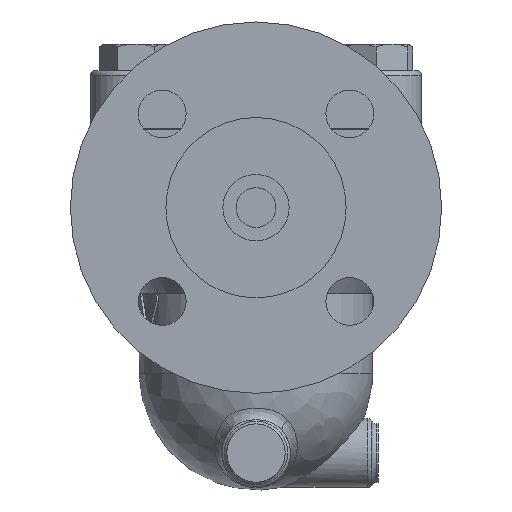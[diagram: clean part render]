
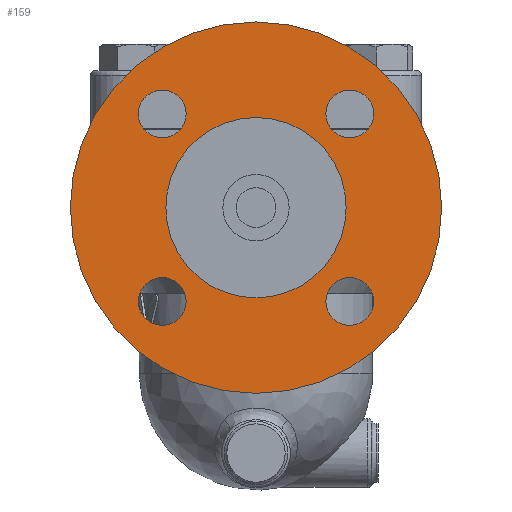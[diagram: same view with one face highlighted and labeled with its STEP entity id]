
A CAD part, left-side view. The second image highlights one B-rep face of the part: STEP entity #159.
In plain terms, the highlighted planar face has unit normal (-1, 0, 0).
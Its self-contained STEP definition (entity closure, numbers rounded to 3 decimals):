
#73=CARTESIAN_POINT('',(-142.5,0.,-63.5));
#74=VERTEX_POINT('',#73);
#75=CARTESIAN_POINT('',(-142.5,0.0,-29.5));
#76=DIRECTION('',(1.0,0.0,0.0));
#77=DIRECTION('',(0.0,0.0,1.0));
#78=AXIS2_PLACEMENT_3D('',#75,#76,#77);
#79=CIRCLE('',#78,34.0);
#80=EDGE_CURVE('',#74,#74,#79,.T.);
#96=CARTESIAN_POINT('',(-142.5,0.0,-29.5));
#97=DIRECTION('',(-1.0,0.0,0.0));
#98=DIRECTION('',(0.0,0.0,1.0));
#99=AXIS2_PLACEMENT_3D('',#96,#97,#98);
#100=PLANE('',#99);
#101=CARTESIAN_POINT('',(-142.5,0.,-99.5));
#102=VERTEX_POINT('',#101);
#103=CARTESIAN_POINT('',(-142.5,0.0,-29.5));
#104=DIRECTION('',(1.0,0.0,0.0));
#105=DIRECTION('',(0.0,0.0,1.0));
#106=AXIS2_PLACEMENT_3D('',#103,#104,#105);
#107=CIRCLE('',#106,70.);
#108=EDGE_CURVE('',#102,#102,#107,.T.);
#109=ORIENTED_EDGE('',*,*,#108,.F.);
#110=EDGE_LOOP('',(#109));
#111=FACE_OUTER_BOUND('',#110,.T.);
#112=ORIENTED_EDGE('',*,*,#80,.T.);
#113=EDGE_LOOP('',(#112));
#114=FACE_BOUND('',#113,.T.);
#115=CARTESIAN_POINT('',(-142.5,-35.355,-3.145));
#116=VERTEX_POINT('',#115);
#117=CARTESIAN_POINT('',(-142.5,-35.355,5.855));
#118=DIRECTION('',(-1.0,0.0,0.0));
#119=DIRECTION('',(0.0,0.0,-1.0));
#120=AXIS2_PLACEMENT_3D('',#117,#118,#119);
#121=CIRCLE('',#120,9.0);
#122=EDGE_CURVE('',#116,#116,#121,.T.);
#123=ORIENTED_EDGE('',*,*,#122,.F.);
#124=EDGE_LOOP('',(#123));
#125=FACE_BOUND('',#124,.T.);
#126=CARTESIAN_POINT('',(-142.5,35.355,-3.145));
#127=VERTEX_POINT('',#126);
#128=CARTESIAN_POINT('',(-142.5,35.355,5.855));
#129=DIRECTION('',(-1.0,0.0,0.0));
#130=DIRECTION('',(0.0,-1.0,0.0));
#131=AXIS2_PLACEMENT_3D('',#128,#129,#130);
#132=CIRCLE('',#131,9.0);
#133=EDGE_CURVE('',#127,#127,#132,.T.);
#134=ORIENTED_EDGE('',*,*,#133,.F.);
#135=EDGE_LOOP('',(#134));
#136=FACE_BOUND('',#135,.T.);
#137=CARTESIAN_POINT('',(-142.5,35.355,-73.855));
#138=VERTEX_POINT('',#137);
#139=CARTESIAN_POINT('',(-142.5,35.355,-64.855));
#140=DIRECTION('',(-1.0,0.0,0.0));
#141=DIRECTION('',(0.0,0.0,1.0));
#142=AXIS2_PLACEMENT_3D('',#139,#140,#141);
#143=CIRCLE('',#142,9.0);
#144=EDGE_CURVE('',#138,#138,#143,.T.);
#145=ORIENTED_EDGE('',*,*,#144,.F.);
#146=EDGE_LOOP('',(#145));
#147=FACE_BOUND('',#146,.T.);
#148=CARTESIAN_POINT('',(-142.5,-35.355,-73.855));
#149=VERTEX_POINT('',#148);
#150=CARTESIAN_POINT('',(-142.5,-35.355,-64.855));
#151=DIRECTION('',(-1.0,0.0,0.0));
#152=DIRECTION('',(0.0,1.0,0.0));
#153=AXIS2_PLACEMENT_3D('',#150,#151,#152);
#154=CIRCLE('',#153,9.0);
#155=EDGE_CURVE('',#149,#149,#154,.T.);
#156=ORIENTED_EDGE('',*,*,#155,.F.);
#157=EDGE_LOOP('',(#156));
#158=FACE_BOUND('',#157,.T.);
#159=ADVANCED_FACE('',(#111,#114,#125,#136,#147,#158),#100,.T.);
